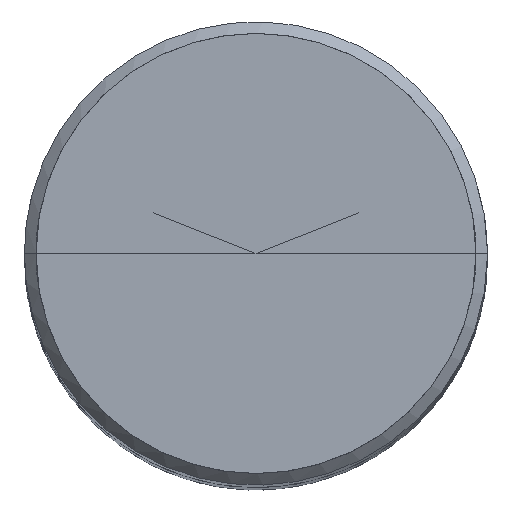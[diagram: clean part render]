
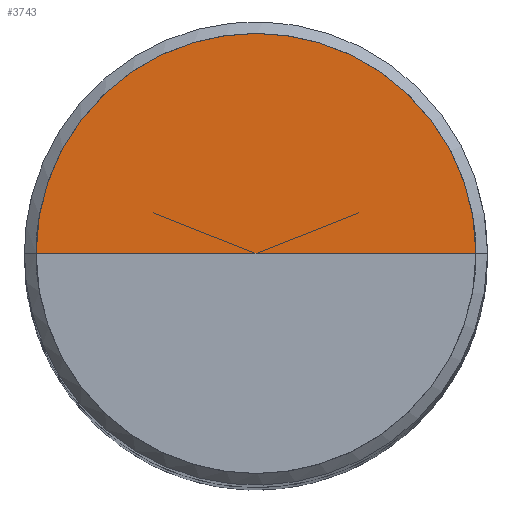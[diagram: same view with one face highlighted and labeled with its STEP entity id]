
A CAD part, top view. The second image highlights one B-rep face of the part: STEP entity #3743.
In plain terms, the highlighted free-form (B-spline) face has degree [1, 2] with [2, 5] control points.
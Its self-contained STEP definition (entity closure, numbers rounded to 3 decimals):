
#3435=CARTESIAN_POINT('',(9.5,0.0,54.8));
#3436=CARTESIAN_POINT('',(9.5,9.5,54.8));
#3437=CARTESIAN_POINT('',(0.0,9.5,54.8));
#3438=CARTESIAN_POINT('',(-9.5,9.5,54.8));
#3439=CARTESIAN_POINT('',(-9.5,0.0,54.8));
#3440=CARTESIAN_POINT('',(0.0,0.0,54.8));
#3728=(
BOUNDED_SURFACE()
B_SPLINE_SURFACE(1,2,(
(#3435,#3436,#3437,#3438,#3439),
(#3440,#3440,#3440,#3440,#3440)
), .UNSPECIFIED.,.F.,.F.,.F.)
B_SPLINE_SURFACE_WITH_KNOTS((2,2),(3,2,3),(
0.0,1.0),(
0.0,0.5,1.0), .UNSPECIFIED.)
GEOMETRIC_REPRESENTATION_ITEM()
RATIONAL_B_SPLINE_SURFACE(((1.0,0.707,1.0,0.707,1.0),
(1.0,0.707,1.0,0.707,1.0)
))
REPRESENTATION_ITEM('')
SURFACE()
);
#3729=(
BOUNDED_CURVE()
B_SPLINE_CURVE(1,(#3440,#3435),.UNSPECIFIED.,.F.,.F.)
B_SPLINE_CURVE_WITH_KNOTS((2,2),
(0.0,1.0),.UNSPECIFIED.)
CURVE()
GEOMETRIC_REPRESENTATION_ITEM()
RATIONAL_B_SPLINE_CURVE((1.0,1.0))
REPRESENTATION_ITEM('')
);
#3730=(
BOUNDED_CURVE()
B_SPLINE_CURVE(2,(#3435,#3436,#3437,#3438,#3439),.UNSPECIFIED.,.F.,.F.)
B_SPLINE_CURVE_WITH_KNOTS((3,2,3),
(0.0,0.5,1.0),.UNSPECIFIED.)
CURVE()
GEOMETRIC_REPRESENTATION_ITEM()
RATIONAL_B_SPLINE_CURVE((1.0,0.707,1.0,0.707,1.0))
REPRESENTATION_ITEM('')
);
#3731=(
BOUNDED_CURVE()
B_SPLINE_CURVE(1,(#3439,#3440),.UNSPECIFIED.,.F.,.F.)
B_SPLINE_CURVE_WITH_KNOTS((2,2),
(0.0,1.0),.UNSPECIFIED.)
CURVE()
GEOMETRIC_REPRESENTATION_ITEM()
RATIONAL_B_SPLINE_CURVE((1.0,1.0))
REPRESENTATION_ITEM('')
);
#3732=VERTEX_POINT('',#3435);
#3733=VERTEX_POINT('',#3439);
#3734=VERTEX_POINT('',#3440);
#3735=EDGE_CURVE('',#3734,#3732,#3729,.T.);
#3736=EDGE_CURVE('',#3732,#3733,#3730,.T.);
#3737=EDGE_CURVE('',#3733,#3734,#3731,.T.);
#3738=ORIENTED_EDGE('',*,*,#3735,.T.);
#3739=ORIENTED_EDGE('',*,*,#3736,.T.);
#3740=ORIENTED_EDGE('',*,*,#3737,.T.);
#3741=EDGE_LOOP('',(#3738,#3739,#3740));
#3742=FACE_OUTER_BOUND('',#3741,.T.);
#3743=ADVANCED_FACE('',(#3742),#3728,.T.);
